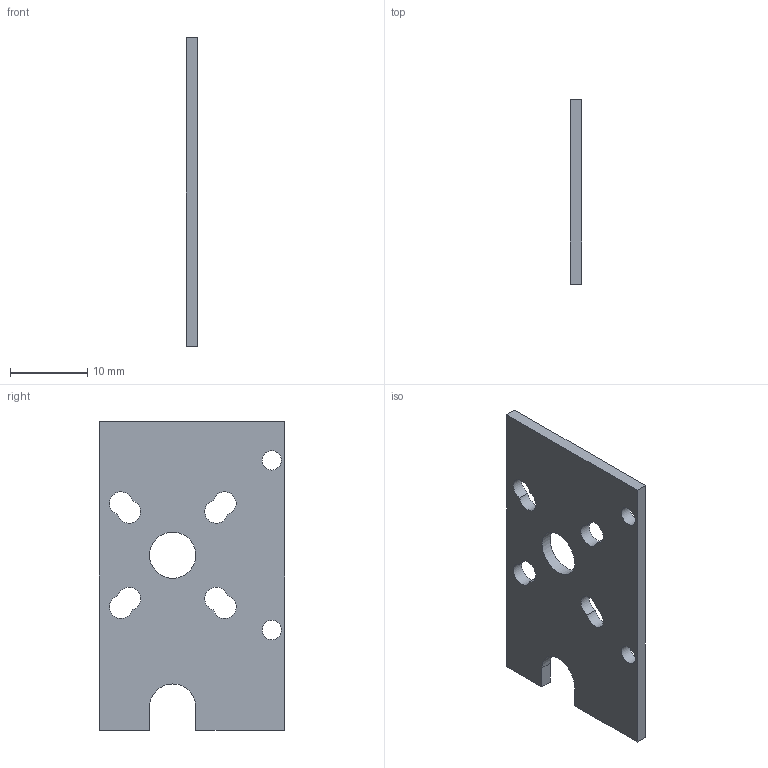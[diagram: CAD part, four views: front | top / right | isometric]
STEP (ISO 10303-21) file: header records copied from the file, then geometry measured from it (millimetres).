
FILE_DESCRIPTION(/* description */ (''),/* implementation_level */ '2;1');
FILE_NAME(/* name */ '02.Esguicho_Motor_Support v7.step',/* time_stamp */ '2022-10-30T15:17:13-03:00',/* author */ (''),/* organization */ (''),/* preprocessor_version */ 'ST-DEVELOPER v19.2',/* originating_system */ 'Autodesk Translation Framework v11.17.0.187',/* authorisation */ '');
FILE_SCHEMA (('AUTOMOTIVE_DESIGN { 1 0 10303 214 3 1 1 }'));
Length unit declared in the file: millimetre
Products named in the file (1): 02.Esguicho_Motor_Support
Bounding box: 1.5 x 24 x 40 mm (x, y, z)
Volume: 1266.4 mm3; surface area: 2021.9 mm2
Topology: 1 solids, 1 shells, 21 faces, 57 edges, 38 vertices
Faces by surface type: cylinder 12, plane 9
Full cylindrical faces by diameter (mm): 2.5 x2, 6 x1
Entity records: 743 total; most frequent: DIRECTION 125, CARTESIAN_POINT 117, ORIENTED_EDGE 114, EDGE_CURVE 57, AXIS2_PLACEMENT_3D 46, VERTEX_POINT 38, EDGE_LOOP 35, LINE 33
